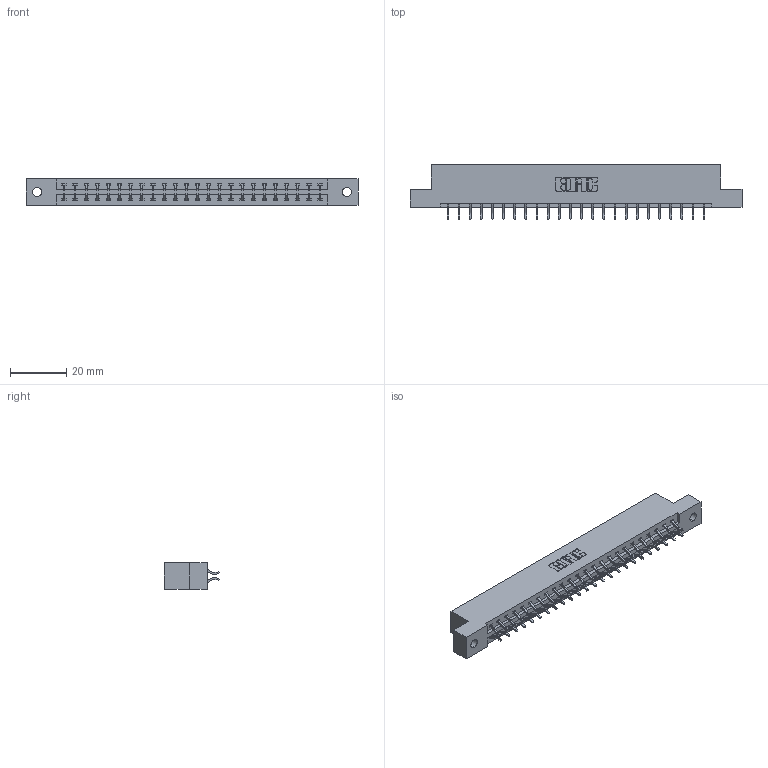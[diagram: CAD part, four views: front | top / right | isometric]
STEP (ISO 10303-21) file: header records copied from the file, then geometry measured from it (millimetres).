
FILE_DESCRIPTION (( 'STEP AP203' ), '1' );
FILE_NAME ('387-048-556-202.STEP', '2018-09-20T06:36:56', ( '' ), ( '' ), 'SwSTEP 2.0', 'SolidWorks 2016', '' );
FILE_SCHEMA (( 'CONFIG_CONTROL_DESIGN' ));
Length unit declared in the file: inch
Products named in the file (3): 337 Part_Flush Mounting Lugs - 0.128 Dia; 345-292-001_556 Tail; 387-048-556-202
Assembly tree (49 placements, depth 2):
  387-048-556-202
    337 Part_Flush Mounting Lugs - 0.128 Dia
    345-292-001_556 Tail  x48
Bounding box: 118.11 x 19.57 x 9.4 mm (x, y, z)
Volume: 12169.2 mm3; surface area: 13259.1 mm2
Topology: 49 solids, 49 shells, 2994 faces, 8903 edges, 5870 vertices
Faces by surface type: plane 2086, cylinder 908
Entity records: 21159 total; most frequent: CARTESIAN_POINT 3594, ORIENTED_EDGE 3518, DIRECTION 3079, EDGE_CURVE 1759, LINE 1623, VECTOR 1623, VERTEX_POINT 1170, AXIS2_PLACEMENT_3D 728
